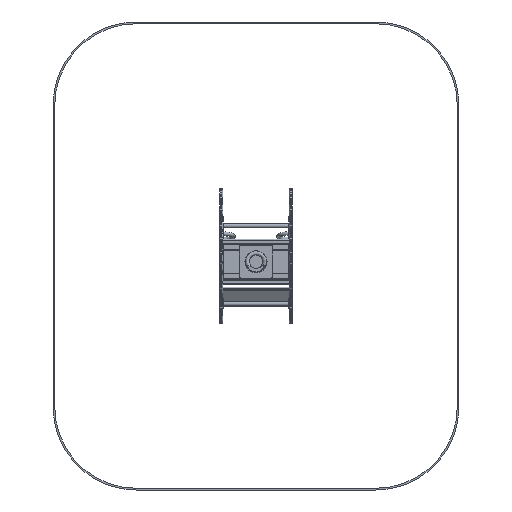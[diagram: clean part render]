
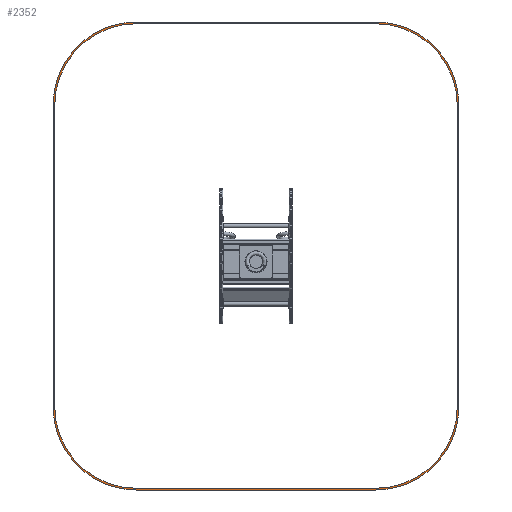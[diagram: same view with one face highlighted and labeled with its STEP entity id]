
A CAD part, front view. The second image highlights one B-rep face of the part: STEP entity #2352.
In plain terms, the highlighted planar face has unit normal (0, -1, 0).
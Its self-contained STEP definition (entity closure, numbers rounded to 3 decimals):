
#2352=ADVANCED_FACE('',(#3629,#3631),#3633,.T.);
#3629=FACE_BOUND('',#3630,.T.);
#3630=EDGE_LOOP('',(#20278,#20279,#20280,#20281,#20282,#20283,#20284,#20285));
#3631=FACE_BOUND('',#3632,.T.);
#3632=EDGE_LOOP('',(#20286,#20287,#20288,#20289,#20290,#20291,#20292,#20293));
#3633=PLANE('',#3634);
#3634=AXIS2_PLACEMENT_3D('',#3635,#3636,#3637);
#3635=CARTESIAN_POINT('',(0.,-1065.734,0.));
#3636=DIRECTION('',(0.,-1.,0.));
#3637=DIRECTION('',(1.,0.,0.));
#20278=ORIENTED_EDGE('',*,*,#21502,.T.);
#20279=ORIENTED_EDGE('',*,*,#21506,.T.);
#20280=ORIENTED_EDGE('',*,*,#21509,.T.);
#20281=ORIENTED_EDGE('',*,*,#21512,.T.);
#20282=ORIENTED_EDGE('',*,*,#21515,.T.);
#20283=ORIENTED_EDGE('',*,*,#21518,.T.);
#20284=ORIENTED_EDGE('',*,*,#21521,.T.);
#20285=ORIENTED_EDGE('',*,*,#21523,.T.);
#20286=ORIENTED_EDGE('',*,*,#21526,.T.);
#20287=ORIENTED_EDGE('',*,*,#21530,.T.);
#20288=ORIENTED_EDGE('',*,*,#21533,.T.);
#20289=ORIENTED_EDGE('',*,*,#21536,.T.);
#20290=ORIENTED_EDGE('',*,*,#21539,.T.);
#20291=ORIENTED_EDGE('',*,*,#21542,.T.);
#20292=ORIENTED_EDGE('',*,*,#21545,.T.);
#20293=ORIENTED_EDGE('',*,*,#21547,.T.);
#21502=EDGE_CURVE('',#22087,#22085,#22088,.T.);
#21506=EDGE_CURVE('',#22085,#22092,#22094,.T.);
#21509=EDGE_CURVE('',#22092,#22097,#22099,.T.);
#21512=EDGE_CURVE('',#22097,#22102,#22104,.T.);
#21515=EDGE_CURVE('',#22102,#22107,#22109,.T.);
#21518=EDGE_CURVE('',#22107,#22112,#22114,.T.);
#21521=EDGE_CURVE('',#22112,#22117,#22119,.T.);
#21523=EDGE_CURVE('',#22117,#22087,#22121,.T.);
#21526=EDGE_CURVE('',#22127,#22125,#22128,.T.);
#21530=EDGE_CURVE('',#22125,#22132,#22134,.T.);
#21533=EDGE_CURVE('',#22132,#22137,#22139,.T.);
#21536=EDGE_CURVE('',#22137,#22142,#22144,.T.);
#21539=EDGE_CURVE('',#22142,#22147,#22149,.T.);
#21542=EDGE_CURVE('',#22147,#22152,#22154,.T.);
#21545=EDGE_CURVE('',#22152,#22157,#22159,.T.);
#21547=EDGE_CURVE('',#22157,#22127,#22161,.T.);
#22085=VERTEX_POINT('',#23017);
#22087=VERTEX_POINT('',#23021);
#22088=CIRCLE('',#23022,500.);
#22092=VERTEX_POINT('',#23033);
#22094=LINE('',#23037,#23038);
#22097=VERTEX_POINT('',#23045);
#22099=CIRCLE('',#23049,500.);
#22102=VERTEX_POINT('',#23057);
#22104=LINE('',#23061,#23062);
#22107=VERTEX_POINT('',#23069);
#22109=CIRCLE('',#23073,500.);
#22112=VERTEX_POINT('',#23081);
#22114=LINE('',#23085,#23086);
#22117=VERTEX_POINT('',#23093);
#22119=CIRCLE('',#23097,500.);
#22121=LINE('',#23104,#23105);
#22125=VERTEX_POINT('',#23112);
#22127=VERTEX_POINT('',#23116);
#22128=LINE('',#23117,#23118);
#22132=VERTEX_POINT('',#23128);
#22134=CIRCLE('',#23132,490.);
#22137=VERTEX_POINT('',#23140);
#22139=LINE('',#23144,#23145);
#22142=VERTEX_POINT('',#23152);
#22144=CIRCLE('',#23156,490.);
#22147=VERTEX_POINT('',#23164);
#22149=LINE('',#23168,#23169);
#22152=VERTEX_POINT('',#23176);
#22154=CIRCLE('',#23180,490.);
#22157=VERTEX_POINT('',#23188);
#22159=LINE('',#23192,#23193);
#22161=CIRCLE('',#23199,490.);
#23017=CARTESIAN_POINT('',(1418.,-1065.734,-817.366));
#23021=CARTESIAN_POINT('',(918.,-1065.734,-1317.366));
#23022=AXIS2_PLACEMENT_3D('',#23023,#23024,#23025);
#23023=CARTESIAN_POINT('',(918.,-1065.734,-817.366));
#23024=DIRECTION('',(0.,-1.,0.));
#23025=DIRECTION('',(0.,0.,-1.));
#23033=CARTESIAN_POINT('',(1418.,-1065.734,991.232));
#23037=CARTESIAN_POINT('',(1418.,-1065.734,-817.366));
#23038=VECTOR('',#23039,1.);
#23039=DIRECTION('',(0.,0.,1.));
#23045=CARTESIAN_POINT('',(918.,-1065.734,1491.232));
#23049=AXIS2_PLACEMENT_3D('',#23050,#23051,#23052);
#23050=CARTESIAN_POINT('',(918.,-1065.734,991.232));
#23051=DIRECTION('',(0.,-1.,0.));
#23052=DIRECTION('',(1.,0.,0.));
#23057=CARTESIAN_POINT('',(-518.,-1065.734,1491.232));
#23061=CARTESIAN_POINT('',(918.,-1065.734,1491.232));
#23062=VECTOR('',#23063,1.);
#23063=DIRECTION('',(-1.,0.,0.));
#23069=CARTESIAN_POINT('',(-1018.,-1065.734,991.232));
#23073=AXIS2_PLACEMENT_3D('',#23074,#23075,#23076);
#23074=CARTESIAN_POINT('',(-518.,-1065.734,991.232));
#23075=DIRECTION('',(0.,-1.,0.));
#23076=DIRECTION('',(0.,0.,1.));
#23081=CARTESIAN_POINT('',(-1018.,-1065.734,-817.366));
#23085=CARTESIAN_POINT('',(-1018.,-1065.734,991.232));
#23086=VECTOR('',#23087,1.);
#23087=DIRECTION('',(0.,0.,-1.));
#23093=CARTESIAN_POINT('',(-518.,-1065.734,-1317.366));
#23097=AXIS2_PLACEMENT_3D('',#23098,#23099,#23100);
#23098=CARTESIAN_POINT('',(-518.,-1065.734,-817.366));
#23099=DIRECTION('',(0.,-1.,0.));
#23100=DIRECTION('',(-1.,0.,0.));
#23104=CARTESIAN_POINT('',(-518.,-1065.734,-1317.366));
#23105=VECTOR('',#23106,1.);
#23106=DIRECTION('',(1.,0.,0.));
#23112=CARTESIAN_POINT('',(-518.,-1065.734,-1307.366));
#23116=CARTESIAN_POINT('',(918.,-1065.734,-1307.366));
#23117=CARTESIAN_POINT('',(918.,-1065.734,-1307.366));
#23118=VECTOR('',#23119,1.);
#23119=DIRECTION('',(-1.,0.,0.));
#23128=CARTESIAN_POINT('',(-1008.,-1065.734,-817.366));
#23132=AXIS2_PLACEMENT_3D('',#23133,#23134,#23135);
#23133=CARTESIAN_POINT('',(-518.,-1065.734,-817.366));
#23134=DIRECTION('',(0.,1.,0.));
#23135=DIRECTION('',(0.,0.,-1.));
#23140=CARTESIAN_POINT('',(-1008.,-1065.734,991.232));
#23144=CARTESIAN_POINT('',(-1008.,-1065.734,-817.366));
#23145=VECTOR('',#23146,1.);
#23146=DIRECTION('',(0.,0.,1.));
#23152=CARTESIAN_POINT('',(-518.,-1065.734,1481.232));
#23156=AXIS2_PLACEMENT_3D('',#23157,#23158,#23159);
#23157=CARTESIAN_POINT('',(-518.,-1065.734,991.232));
#23158=DIRECTION('',(0.,1.,0.));
#23159=DIRECTION('',(-1.,0.,0.));
#23164=CARTESIAN_POINT('',(918.,-1065.734,1481.232));
#23168=CARTESIAN_POINT('',(-518.,-1065.734,1481.232));
#23169=VECTOR('',#23170,1.);
#23170=DIRECTION('',(1.,0.,0.));
#23176=CARTESIAN_POINT('',(1408.,-1065.734,991.232));
#23180=AXIS2_PLACEMENT_3D('',#23181,#23182,#23183);
#23181=CARTESIAN_POINT('',(918.,-1065.734,991.232));
#23182=DIRECTION('',(0.,1.,0.));
#23183=DIRECTION('',(0.,0.,1.));
#23188=CARTESIAN_POINT('',(1408.,-1065.734,-817.366));
#23192=CARTESIAN_POINT('',(1408.,-1065.734,991.232));
#23193=VECTOR('',#23194,1.);
#23194=DIRECTION('',(0.,0.,-1.));
#23199=AXIS2_PLACEMENT_3D('',#23200,#23201,#23202);
#23200=CARTESIAN_POINT('',(918.,-1065.734,-817.366));
#23201=DIRECTION('',(0.,1.,0.));
#23202=DIRECTION('',(1.,0.,0.));
